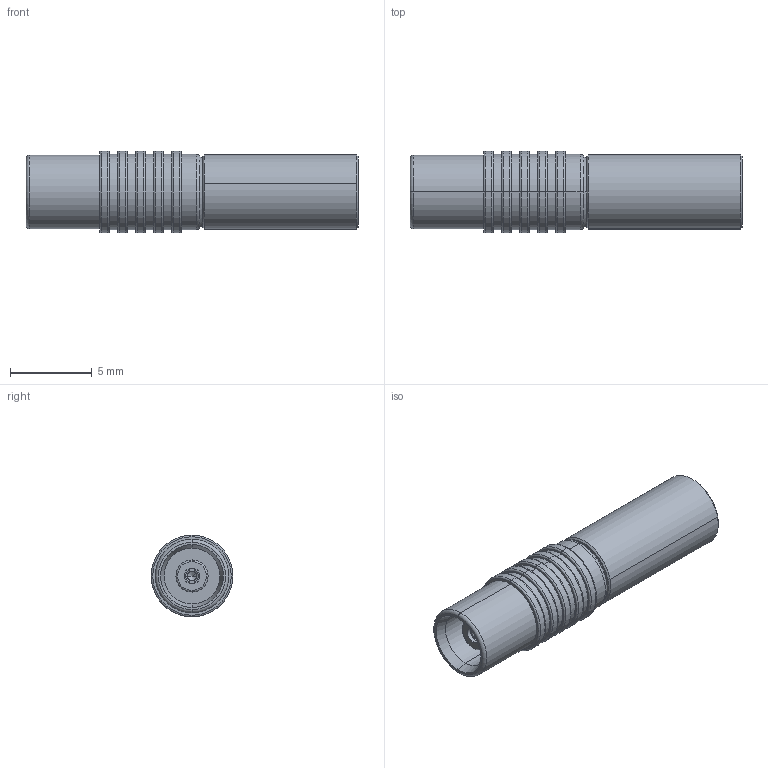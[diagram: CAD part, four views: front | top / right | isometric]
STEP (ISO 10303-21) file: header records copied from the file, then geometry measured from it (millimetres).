
FILE_DESCRIPTION (( 'STEP AP214' ), '1' );
FILE_NAME ('ÑÖÍÊ.434531.050ÑÁ_Ðîçåòêà+äëÿ ïîòðåáèòåëÿ.STEP', '2018-12-05T09:11:09', ( 'User' ), ( '' ), 'SwSTEP 2.0', 'SolidWorks 2016', '' );
FILE_SCHEMA (( 'AUTOMOTIVE_DESIGN' ));
Length unit declared in the file: millimetre
Products named in the file (1): ÑÖÍÊ.434531.050ÑÁ_Ðîçåòêà+äëÿ ïîòðåáèòåëÿ
Bounding box: 20.3 x 5 x 5 mm (x, y, z)
Volume: 218.8 mm3; surface area: 611.6 mm2
Topology: 1 solids, 1 shells, 127 faces, 268 edges, 158 vertices
Faces by surface type: cylinder 44, torus 31, cone 26, plane 26
Entity records: 4895 total; most frequent: DIRECTION 694, CARTESIAN_POINT 612, ORIENTED_EDGE 532, AXIS2_PLACEMENT_3D 304, EDGE_CURVE 266, CIRCLE 176, VERTEX_POINT 158, EDGE_LOOP 144
